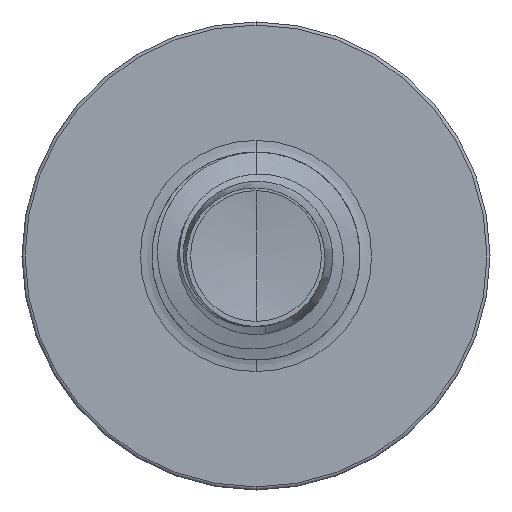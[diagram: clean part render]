
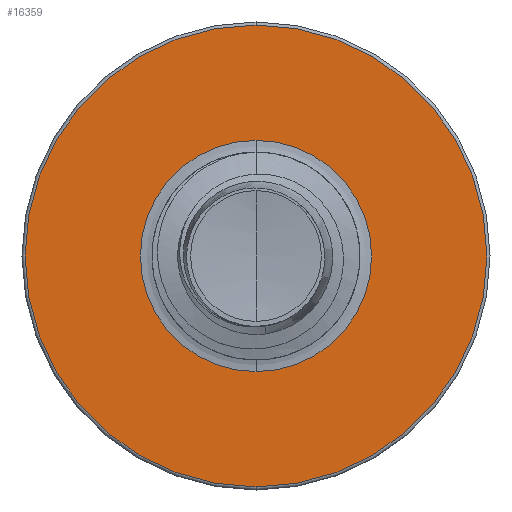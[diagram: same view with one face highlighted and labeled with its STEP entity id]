
A CAD part, front view. The second image highlights one B-rep face of the part: STEP entity #16359.
In plain terms, the highlighted planar face has unit normal (0, -1, 0).
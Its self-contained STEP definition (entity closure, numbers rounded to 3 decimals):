
#487 = CIRCLE ( 'NONE', #10302, 2.22 ) ;
#594 = CARTESIAN_POINT ( 'NONE',  ( 0., 4.5, -2.22 ) ) ;
#597 = AXIS2_PLACEMENT_3D ( 'NONE', #4183, #4140, #4133 ) ;
#970 = DIRECTION ( 'NONE',  ( 0., 0., 1. ) ) ;
#2471 = EDGE_CURVE ( 'NONE', #15958, #9472, #13677, .T. ) ;
#2972 = FACE_BOUND ( 'NONE', #2980, .T. ) ;
#2980 = EDGE_LOOP ( 'NONE', ( #11094, #7428 ) ) ;
#3186 = DIRECTION ( 'NONE',  ( 0., 1., 0. ) ) ;
#3471 = PLANE ( 'NONE',  #8921 ) ;
#3926 = CIRCLE ( 'NONE', #9388, 2.22 ) ;
#4133 = DIRECTION ( 'NONE',  ( 0., 0., 1. ) ) ;
#4140 = DIRECTION ( 'NONE',  ( 0., 1., 0. ) ) ;
#4183 = CARTESIAN_POINT ( 'NONE',  ( 0., 4.5, 0. ) ) ;
#5176 = CARTESIAN_POINT ( 'NONE',  ( 0., 4.5, -1.112 ) ) ;
#5400 = ORIENTED_EDGE ( 'NONE', *, *, #15843, .F. ) ;
#6530 = CARTESIAN_POINT ( 'NONE',  ( 0., 4.5, 0. ) ) ;
#7428 = ORIENTED_EDGE ( 'NONE', *, *, #2471, .T. ) ;
#8210 = DIRECTION ( 'NONE',  ( 0., 0., 1. ) ) ;
#8518 = DIRECTION ( 'NONE',  ( 0., 0., 1. ) ) ;
#8921 = AXIS2_PLACEMENT_3D ( 'NONE', #5176, #18970, #8518 ) ;
#9041 = CARTESIAN_POINT ( 'NONE',  ( 0., 4.5, -1.112 ) ) ;
#9388 = AXIS2_PLACEMENT_3D ( 'NONE', #6530, #16185, #8210 ) ;
#9472 = VERTEX_POINT ( 'NONE', #17721 ) ;
#9943 = VERTEX_POINT ( 'NONE', #15858 ) ;
#10302 = AXIS2_PLACEMENT_3D ( 'NONE', #18440, #10862, #970 ) ;
#10862 = DIRECTION ( 'NONE',  ( 0., 1., 0. ) ) ;
#11094 = ORIENTED_EDGE ( 'NONE', *, *, #14273, .T. ) ;
#12603 = CARTESIAN_POINT ( 'NONE',  ( 0., 4.5, 0. ) ) ;
#12699 = EDGE_CURVE ( 'NONE', #15563, #9943, #3926, .T. ) ;
#13384 = CIRCLE ( 'NONE', #14463, 1.112 ) ;
#13677 = CIRCLE ( 'NONE', #597, 1.112 ) ;
#13866 = DIRECTION ( 'NONE',  ( 0., 0., 1. ) ) ;
#14273 = EDGE_CURVE ( 'NONE', #9472, #15958, #13384, .T. ) ;
#14463 = AXIS2_PLACEMENT_3D ( 'NONE', #12603, #3186, #13866 ) ;
#15563 = VERTEX_POINT ( 'NONE', #594 ) ;
#15843 = EDGE_CURVE ( 'NONE', #9943, #15563, #487, .T. ) ;
#15858 = CARTESIAN_POINT ( 'NONE',  ( 0., 4.5, 2.22 ) ) ;
#15958 = VERTEX_POINT ( 'NONE', #9041 ) ;
#16185 = DIRECTION ( 'NONE',  ( 0., 1., 0. ) ) ;
#16359 = ADVANCED_FACE ( 'NONE', ( #17682, #2972 ), #3471, .F. ) ;
#16502 = EDGE_LOOP ( 'NONE', ( #5400, #16878 ) ) ;
#16878 = ORIENTED_EDGE ( 'NONE', *, *, #12699, .F. ) ;
#17682 = FACE_OUTER_BOUND ( 'NONE', #16502, .T. ) ;
#17721 = CARTESIAN_POINT ( 'NONE',  ( 0., 4.5, 1.112 ) ) ;
#18440 = CARTESIAN_POINT ( 'NONE',  ( 0., 4.5, 0. ) ) ;
#18970 = DIRECTION ( 'NONE',  ( 0., 1., 0. ) ) ;
